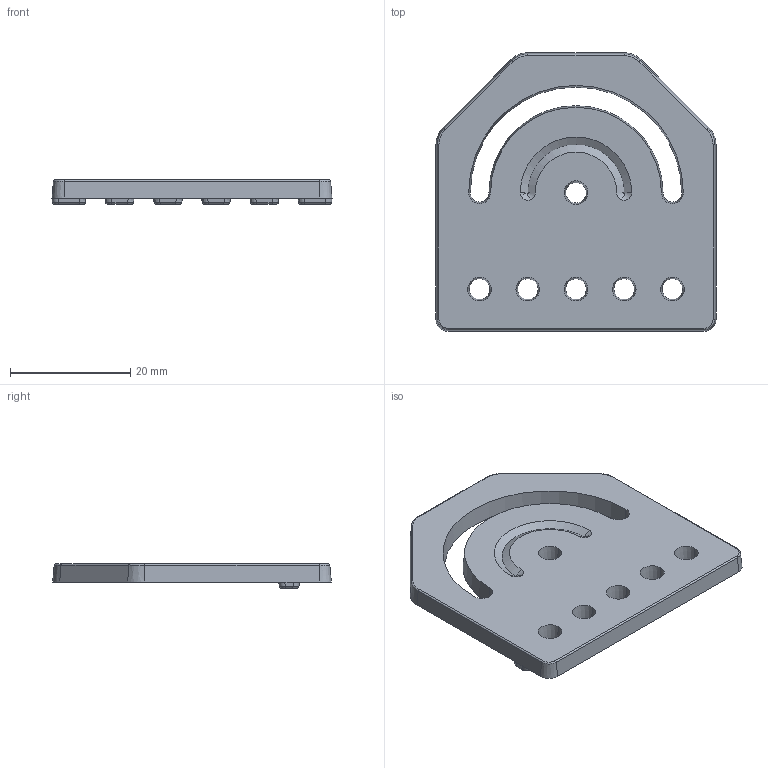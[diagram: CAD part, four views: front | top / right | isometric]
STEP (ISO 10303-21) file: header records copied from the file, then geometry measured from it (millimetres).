
FILE_DESCRIPTION (( 'STEP AP203' ), '1' );
FILE_NAME ('REV-41-1318_Default.step', '2016-09-04T21:38:24', ( '' ), ( '' ), 'SwSTEP 2.0', 'SolidWorks 2015', '' );
FILE_SCHEMA (( 'CONFIG_CONTROL_DESIGN' ));
Length unit declared in the file: inch
Products named in the file (1): REV-41-1318_Default
Bounding box: 46.5 x 46.25 x 4 mm (x, y, z)
Volume: 5162.3 mm3; surface area: 4510.6 mm2
Topology: 1 solids, 1 shells, 160 faces, 397 edges, 231 vertices
Faces by surface type: bspline 64, cone 43, plane 29, cylinder 24
Entity records: 6547 total; most frequent: CARTESIAN_POINT 3191, ORIENTED_EDGE 786, DIRECTION 531, EDGE_CURVE 393, VERTEX_POINT 231, AXIS2_PLACEMENT_3D 201, EDGE_LOOP 170, FACE_OUTER_BOUND 160
